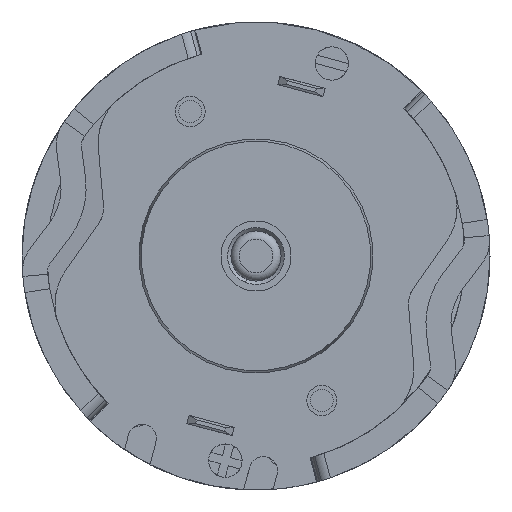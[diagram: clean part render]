
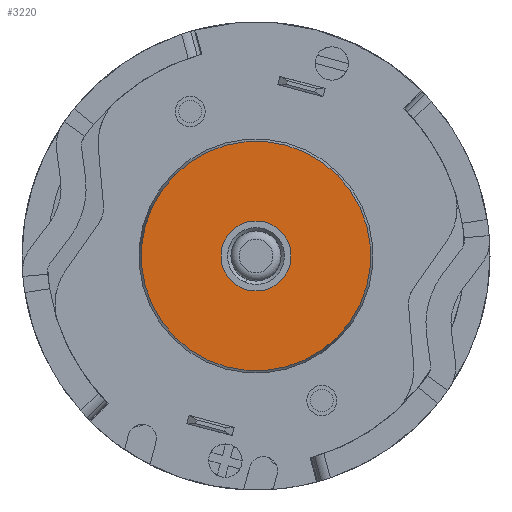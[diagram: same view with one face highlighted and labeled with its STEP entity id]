
A CAD part, left-side view. The second image highlights one B-rep face of the part: STEP entity #3220.
In plain terms, the highlighted planar face has unit normal (-1, 0, 0).
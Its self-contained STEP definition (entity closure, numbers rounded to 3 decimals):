
#1692=PLANE('',#27296);
#2055=FACE_BOUND('',#6508,.T.);
#2056=FACE_BOUND('',#6509,.T.);
#3220=ADVANCED_FACE('',(#2055,#2056),#1692,.T.);
#6508=EDGE_LOOP('',(#13712));
#6509=EDGE_LOOP('',(#13713));
#7795=CIRCLE('',#27293,6.866);
#7796=CIRCLE('',#27295,2.1);
#13712=ORIENTED_EDGE('',*,*,#20799,.F.);
#13713=ORIENTED_EDGE('',*,*,#20801,.F.);
#17331=VERTEX_POINT('',#44224);
#17332=VERTEX_POINT('',#44228);
#20799=EDGE_CURVE('',#17331,#17331,#7795,.T.);
#20801=EDGE_CURVE('',#17332,#17332,#7796,.T.);
#27293=AXIS2_PLACEMENT_3D('',#44223,#33523,#33524);
#27295=AXIS2_PLACEMENT_3D('',#44227,#33528,#33529);
#27296=AXIS2_PLACEMENT_3D('',#44229,#33530,#33531);
#33523=DIRECTION('',(1.,0.,0.));
#33524=DIRECTION('',(0.,0.966,0.259));
#33528=DIRECTION('',(-1.,0.,0.));
#33529=DIRECTION('',(0.,-0.259,0.966));
#33530=DIRECTION('',(-1.,0.,0.));
#33531=DIRECTION('',(0.,0.966,0.259));
#44223=CARTESIAN_POINT('',(-72.8,-0.001,-0.001));
#44224=CARTESIAN_POINT('',(-72.8,6.632,1.776));
#44227=CARTESIAN_POINT('',(-72.8,-0.001,-0.001));
#44228=CARTESIAN_POINT('',(-72.8,2.028,0.543));
#44229=CARTESIAN_POINT('',(-72.8,-9.002,5.197));
